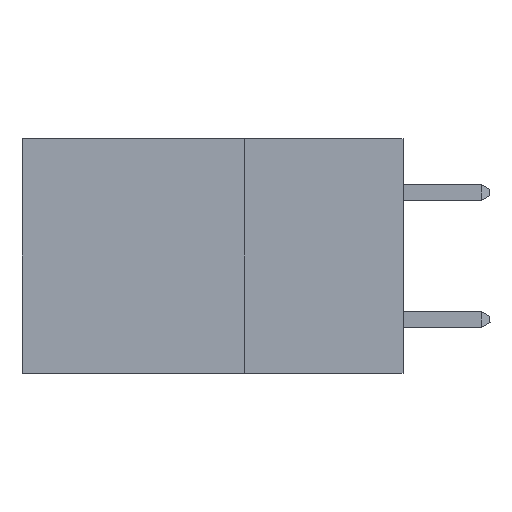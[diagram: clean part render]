
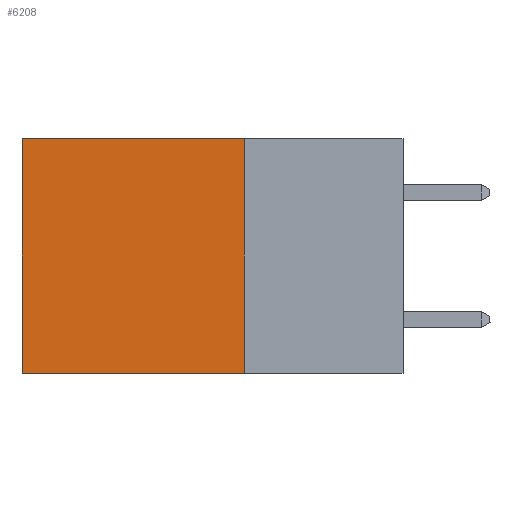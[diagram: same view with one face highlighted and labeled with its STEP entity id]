
A CAD part, left-side view. The second image highlights one B-rep face of the part: STEP entity #6208.
In plain terms, the highlighted planar face has unit normal (-1, 0, 0).
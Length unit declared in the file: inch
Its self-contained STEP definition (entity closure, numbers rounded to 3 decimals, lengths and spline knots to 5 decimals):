
#1539 = VERTEX_POINT ( 'NONE', #19972 ) ;
#2843 = CARTESIAN_POINT ( 'NONE',  ( 0.2875, 0.6, 0. ) ) ;
#3050 = DIRECTION ( 'NONE',  ( 1., 0., 0. ) ) ;
#5325 = CARTESIAN_POINT ( 'NONE',  ( 0.2875, 0.25, 0. ) ) ;
#5779 = ORIENTED_EDGE ( 'NONE', *, *, #11917, .F. ) ;
#6208 = ADVANCED_FACE ( 'NONE', ( #8083 ), #11159, .F. ) ;
#7207 = AXIS2_PLACEMENT_3D ( 'NONE', #5325, #3050, #19221 ) ;
#7314 = EDGE_CURVE ( 'NONE', #1539, #16826, #15480, .T. ) ;
#7562 = VECTOR ( 'NONE', #22899, 39.37008 ) ;
#8083 = FACE_OUTER_BOUND ( 'NONE', #14503, .T. ) ;
#10121 = CARTESIAN_POINT ( 'NONE',  ( 0.2875, 0.25, 0. ) ) ;
#10619 = DIRECTION ( 'NONE',  ( 0., 1., 0. ) ) ;
#11159 = PLANE ( 'NONE',  #7207 ) ;
#11459 = EDGE_CURVE ( 'NONE', #16826, #13927, #22788, .T. ) ;
#11462 = DIRECTION ( 'NONE',  ( 0., 1., 0. ) ) ;
#11540 = VECTOR ( 'NONE', #11462, 39.37008 ) ;
#11603 = ORIENTED_EDGE ( 'NONE', *, *, #11459, .T. ) ;
#11644 = VERTEX_POINT ( 'NONE', #12967 ) ;
#11917 = EDGE_CURVE ( 'NONE', #11644, #13927, #16546, .T. ) ;
#12967 = CARTESIAN_POINT ( 'NONE',  ( 0.2875, 0.25, -0.37 ) ) ;
#13927 = VERTEX_POINT ( 'NONE', #20589 ) ;
#14503 = EDGE_LOOP ( 'NONE', ( #11603, #5779, #24298, #25612 ) ) ;
#15480 = LINE ( 'NONE', #21803, #25217 ) ;
#16194 = CARTESIAN_POINT ( 'NONE',  ( 0.2875, 0.6, 0. ) ) ;
#16509 = LINE ( 'NONE', #10121, #25646 ) ;
#16546 = LINE ( 'NONE', #19595, #11540 ) ;
#16826 = VERTEX_POINT ( 'NONE', #2843 ) ;
#18462 = EDGE_CURVE ( 'NONE', #1539, #11644, #16509, .T. ) ;
#19221 = DIRECTION ( 'NONE',  ( 0., 0., -1. ) ) ;
#19595 = CARTESIAN_POINT ( 'NONE',  ( 0.2875, 0.25, -0.37 ) ) ;
#19972 = CARTESIAN_POINT ( 'NONE',  ( 0.2875, 0.25, 0. ) ) ;
#20589 = CARTESIAN_POINT ( 'NONE',  ( 0.2875, 0.6, -0.37 ) ) ;
#21803 = CARTESIAN_POINT ( 'NONE',  ( 0.2875, 0.25, 0. ) ) ;
#22788 = LINE ( 'NONE', #16194, #7562 ) ;
#22899 = DIRECTION ( 'NONE',  ( 0., 0., -1. ) ) ;
#24298 = ORIENTED_EDGE ( 'NONE', *, *, #18462, .F. ) ;
#24854 = DIRECTION ( 'NONE',  ( 0., 0., -1. ) ) ;
#25217 = VECTOR ( 'NONE', #10619, 39.37008 ) ;
#25612 = ORIENTED_EDGE ( 'NONE', *, *, #7314, .T. ) ;
#25646 = VECTOR ( 'NONE', #24854, 39.37008 ) ;
